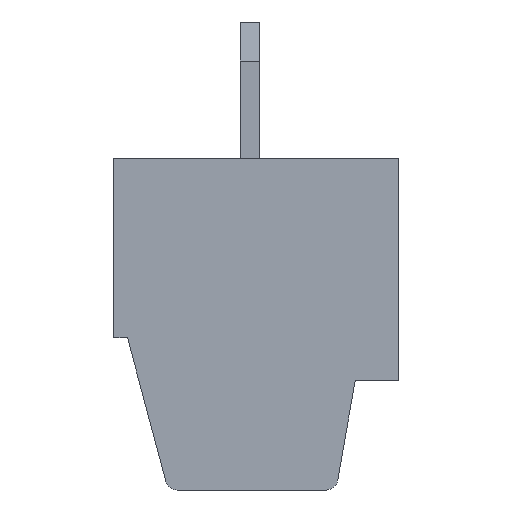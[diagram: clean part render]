
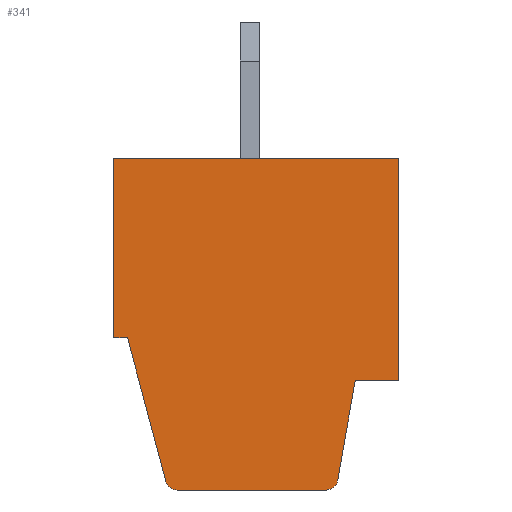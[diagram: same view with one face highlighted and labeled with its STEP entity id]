
A CAD part, left-side view. The second image highlights one B-rep face of the part: STEP entity #341.
In plain terms, the highlighted planar face has unit normal (-1, 0, 0).
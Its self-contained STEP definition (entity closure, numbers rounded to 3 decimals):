
#341 = ADVANCED_FACE( '', ( #962 ), #963, .T. );
#962 = FACE_OUTER_BOUND( '', #1941, .T. );
#963 = PLANE( '', #1942 );
#1941 = EDGE_LOOP( '', ( #3005, #3006, #3007, #3008, #3009, #3010, #3011, #3012, #3013, #3014 ) );
#1942 = AXIS2_PLACEMENT_3D( '', #3015, #3016, #3017 );
#3005 = ORIENTED_EDGE( '', *, *, #5375, .T. );
#3006 = ORIENTED_EDGE( '', *, *, #5376, .T. );
#3007 = ORIENTED_EDGE( '', *, *, #5377, .T. );
#3008 = ORIENTED_EDGE( '', *, *, #5378, .T. );
#3009 = ORIENTED_EDGE( '', *, *, #5379, .T. );
#3010 = ORIENTED_EDGE( '', *, *, #5380, .T. );
#3011 = ORIENTED_EDGE( '', *, *, #5381, .T. );
#3012 = ORIENTED_EDGE( '', *, *, #5382, .T. );
#3013 = ORIENTED_EDGE( '', *, *, #5285, .T. );
#3014 = ORIENTED_EDGE( '', *, *, #5383, .T. );
#3015 = CARTESIAN_POINT( '', ( 165.647, 214.734, -4.2 ) );
#3016 = DIRECTION( '', ( -1., 0., 0. ) );
#3017 = DIRECTION( '', ( 0., -1., 0. ) );
#5285 = EDGE_CURVE( '', #6206, #6207, #6208, .T. );
#5375 = EDGE_CURVE( '', #6371, #6372, #6373, .T. );
#5376 = EDGE_CURVE( '', #6372, #6374, #6375, .T. );
#5377 = EDGE_CURVE( '', #6374, #6376, #6377, .T. );
#5378 = EDGE_CURVE( '', #6376, #6378, #6379, .T. );
#5379 = EDGE_CURVE( '', #6378, #6380, #6381, .T. );
#5380 = EDGE_CURVE( '', #6380, #6382, #6383, .T. );
#5381 = EDGE_CURVE( '', #6382, #6384, #6385, .T. );
#5382 = EDGE_CURVE( '', #6384, #6206, #6386, .T. );
#5383 = EDGE_CURVE( '', #6207, #6371, #6387, .T. );
#6206 = VERTEX_POINT( '', #7560 );
#6207 = VERTEX_POINT( '', #7561 );
#6208 = LINE( '', #7562, #7563 );
#6371 = VERTEX_POINT( '', #7799 );
#6372 = VERTEX_POINT( '', #7800 );
#6373 = LINE( '', #7801, #7802 );
#6374 = VERTEX_POINT( '', #7803 );
#6375 = CIRCLE( '', #7804, 0.3 );
#6376 = VERTEX_POINT( '', #7805 );
#6377 = LINE( '', #7806, #7807 );
#6378 = VERTEX_POINT( '', #7808 );
#6379 = CIRCLE( '', #7809, 0.3 );
#6380 = VERTEX_POINT( '', #7810 );
#6381 = LINE( '', #7811, #7812 );
#6382 = VERTEX_POINT( '', #7813 );
#6383 = LINE( '', #7814, #7815 );
#6384 = VERTEX_POINT( '', #7816 );
#6385 = LINE( '', #7817, #7818 );
#6386 = LINE( '', #7819, #7820 );
#6387 = LINE( '', #7821, #7822 );
#7560 = CARTESIAN_POINT( '', ( 165.647, 214.734, 0. ) );
#7561 = CARTESIAN_POINT( '', ( 165.647, 214.734, -4.6 ) );
#7562 = CARTESIAN_POINT( '', ( 165.647, 214.734, -4.6 ) );
#7563 = VECTOR( '', #9410, 1000. );
#7799 = CARTESIAN_POINT( '', ( 165.647, 214.379, -4.6 ) );
#7800 = CARTESIAN_POINT( '', ( 165.647, 213.394, -8.278 ) );
#7801 = CARTESIAN_POINT( '', ( 165.647, 213.394, -8.278 ) );
#7802 = VECTOR( '', #9496, 1000. );
#7803 = CARTESIAN_POINT( '', ( 165.647, 213.104, -8.5 ) );
#7804 = AXIS2_PLACEMENT_3D( '', #9497, #9498, #9499 );
#7805 = CARTESIAN_POINT( '', ( 165.647, 209.286, -8.5 ) );
#7806 = CARTESIAN_POINT( '', ( 165.647, 209.286, -8.5 ) );
#7807 = VECTOR( '', #9500, 1000. );
#7808 = CARTESIAN_POINT( '', ( 165.647, 208.991, -8.252 ) );
#7809 = AXIS2_PLACEMENT_3D( '', #9501, #9502, #9503 );
#7810 = CARTESIAN_POINT( '', ( 165.647, 208.541, -5.7 ) );
#7811 = CARTESIAN_POINT( '', ( 165.647, 208.541, -5.7 ) );
#7812 = VECTOR( '', #9504, 1000. );
#7813 = CARTESIAN_POINT( '', ( 165.647, 207.434, -5.7 ) );
#7814 = CARTESIAN_POINT( '', ( 165.647, 207.434, -5.7 ) );
#7815 = VECTOR( '', #9505, 1000. );
#7816 = CARTESIAN_POINT( '', ( 165.647, 207.434, 0. ) );
#7817 = CARTESIAN_POINT( '', ( 165.647, 207.434, 0. ) );
#7818 = VECTOR( '', #9506, 1000. );
#7819 = CARTESIAN_POINT( '', ( 165.647, 214.734, 0. ) );
#7820 = VECTOR( '', #9507, 1000. );
#7821 = CARTESIAN_POINT( '', ( 165.647, 214.379, -4.6 ) );
#7822 = VECTOR( '', #9508, 1000. );
#9410 = DIRECTION( '', ( 0., 0., -1. ) );
#9496 = DIRECTION( '', ( 0., -0.259, -0.966 ) );
#9497 = CARTESIAN_POINT( '', ( 165.647, 213.104, -8.2 ) );
#9498 = DIRECTION( '', ( -1., 0., 0. ) );
#9499 = DIRECTION( '', ( 0., -1., 0. ) );
#9500 = DIRECTION( '', ( 0., -1., 0. ) );
#9501 = CARTESIAN_POINT( '', ( 165.647, 209.286, -8.2 ) );
#9502 = DIRECTION( '', ( -1., 0., 0. ) );
#9503 = DIRECTION( '', ( 0., -1., 0. ) );
#9504 = DIRECTION( '', ( 0., -0.174, 0.985 ) );
#9505 = DIRECTION( '', ( 0., -1., 0. ) );
#9506 = DIRECTION( '', ( 0., 0., 1. ) );
#9507 = DIRECTION( '', ( 0., 1., 0. ) );
#9508 = DIRECTION( '', ( 0., -1., 0. ) );
